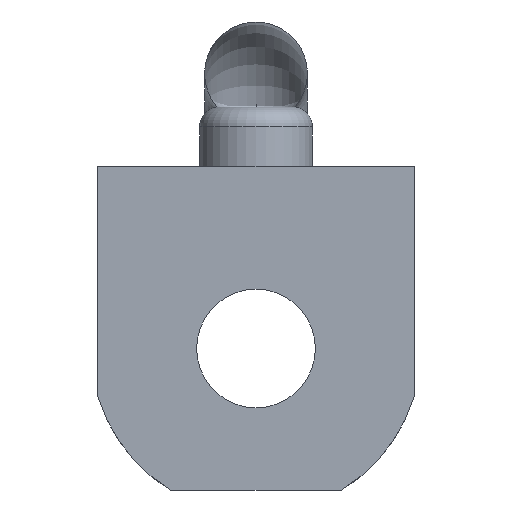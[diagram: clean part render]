
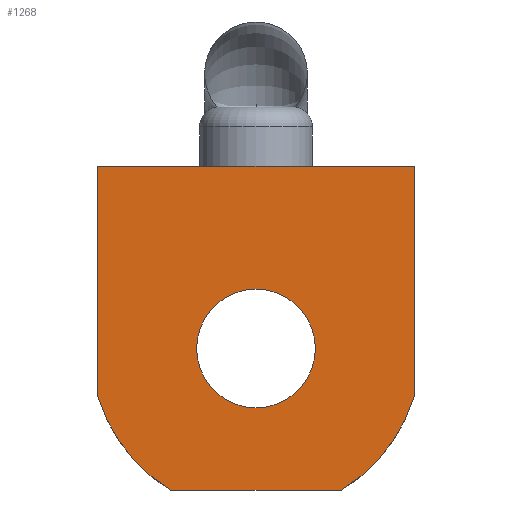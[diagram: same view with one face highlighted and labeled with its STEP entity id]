
A CAD part, front view. The second image highlights one B-rep face of the part: STEP entity #1268.
In plain terms, the highlighted planar face has unit normal (0, -1, 0).
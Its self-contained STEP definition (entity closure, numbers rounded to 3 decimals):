
#9 = VECTOR ( 'NONE', #614, 1000. ) ;
#14 = DIRECTION ( 'NONE',  ( 0., 0., 1. ) ) ;
#18 = DIRECTION ( 'NONE',  ( 0., -1., 0. ) ) ;
#19 = AXIS2_PLACEMENT_3D ( 'NONE', #526, #18, #398 ) ;
#23 = DIRECTION ( 'NONE',  ( -1., 0., 0. ) ) ;
#61 = CARTESIAN_POINT ( 'NONE',  ( -7.5, -2.85, -11.518 ) ) ;
#64 = ORIENTED_EDGE ( 'NONE', *, *, #1322, .T. ) ;
#74 = CIRCLE ( 'NONE', #1382, 3. ) ;
#84 = DIRECTION ( 'NONE',  ( -1., 0., 0. ) ) ;
#146 = AXIS2_PLACEMENT_3D ( 'NONE', #154, #290, #677 ) ;
#152 = CARTESIAN_POINT ( 'NONE',  ( 8., -2.85, 0. ) ) ;
#154 = CARTESIAN_POINT ( 'NONE',  ( 0., -2.85, -9.2 ) ) ;
#162 = VECTOR ( 'NONE', #14, 1000. ) ;
#179 = EDGE_CURVE ( 'NONE', #700, #771, #1079, .T. ) ;
#183 = VERTEX_POINT ( 'NONE', #300 ) ;
#185 = CARTESIAN_POINT ( 'NONE',  ( 8., -2.85, -11.518 ) ) ;
#186 = DIRECTION ( 'NONE',  ( 0., 0., 1. ) ) ;
#187 = AXIS2_PLACEMENT_3D ( 'NONE', #1057, #1537, #1281 ) ;
#193 = ORIENTED_EDGE ( 'NONE', *, *, #1277, .T. ) ;
#209 = DIRECTION ( 'NONE',  ( 0., -1., 0. ) ) ;
#228 = ORIENTED_EDGE ( 'NONE', *, *, #1508, .F. ) ;
#231 = CARTESIAN_POINT ( 'NONE',  ( 8., -2.85, 0. ) ) ;
#241 = DIRECTION ( 'NONE',  ( 0., 0., 1. ) ) ;
#263 = EDGE_LOOP ( 'NONE', ( #228, #1493 ) ) ;
#290 = DIRECTION ( 'NONE',  ( 0., -1., 0. ) ) ;
#292 = ORIENTED_EDGE ( 'NONE', *, *, #1170, .T. ) ;
#300 = CARTESIAN_POINT ( 'NONE',  ( 0., -2.85, -6.2 ) ) ;
#309 = CIRCLE ( 'NONE', #1044, 0.5 ) ;
#381 = CARTESIAN_POINT ( 'NONE',  ( -7.978, -2.85, -11.666 ) ) ;
#383 = DIRECTION ( 'NONE',  ( 0., 1., 0. ) ) ;
#398 = DIRECTION ( 'NONE',  ( 0., 0., -1. ) ) ;
#404 = PLANE ( 'NONE',  #1443 ) ;
#429 = VERTEX_POINT ( 'NONE', #1137 ) ;
#442 = EDGE_CURVE ( 'NONE', #946, #1563, #912, .T. ) ;
#455 = DIRECTION ( 'NONE',  ( 0., 0., 1. ) ) ;
#484 = VERTEX_POINT ( 'NONE', #1190 ) ;
#514 = ORIENTED_EDGE ( 'NONE', *, *, #995, .T. ) ;
#526 = CARTESIAN_POINT ( 'NONE',  ( 0., -2.85, -9.2 ) ) ;
#560 = VERTEX_POINT ( 'NONE', #1434 ) ;
#592 = LINE ( 'NONE', #1221, #966 ) ;
#607 = EDGE_CURVE ( 'NONE', #804, #429, #1288, .T. ) ;
#608 = CARTESIAN_POINT ( 'NONE',  ( -4.313, -2.85, -16.35 ) ) ;
#614 = DIRECTION ( 'NONE',  ( 1., 0., 0. ) ) ;
#620 = VECTOR ( 'NONE', #23, 1000. ) ;
#664 = CARTESIAN_POINT ( 'NONE',  ( -8., -2.85, -1.2 ) ) ;
#677 = DIRECTION ( 'NONE',  ( 0., 0., -1. ) ) ;
#700 = VERTEX_POINT ( 'NONE', #185 ) ;
#741 = DIRECTION ( 'NONE',  ( 0., -1., 0. ) ) ;
#771 = VERTEX_POINT ( 'NONE', #231 ) ;
#789 = LINE ( 'NONE', #152, #620 ) ;
#798 = CARTESIAN_POINT ( 'NONE',  ( -8., -2.85, -11.518 ) ) ;
#804 = VERTEX_POINT ( 'NONE', #1616 ) ;
#850 = LINE ( 'NONE', #1249, #9 ) ;
#851 = ORIENTED_EDGE ( 'NONE', *, *, #179, .T. ) ;
#852 = AXIS2_PLACEMENT_3D ( 'NONE', #1054, #741, #1481 ) ;
#904 = DIRECTION ( 'NONE',  ( 0., -1., 0. ) ) ;
#912 = LINE ( 'NONE', #664, #162 ) ;
#946 = VERTEX_POINT ( 'NONE', #798 ) ;
#966 = VECTOR ( 'NONE', #84, 1000. ) ;
#995 = EDGE_CURVE ( 'NONE', #946, #1579, #309, .T. ) ;
#1008 = ORIENTED_EDGE ( 'NONE', *, *, #1392, .T. ) ;
#1017 = CARTESIAN_POINT ( 'NONE',  ( 0., -2.85, -9.2 ) ) ;
#1044 = AXIS2_PLACEMENT_3D ( 'NONE', #61, #209, #455 ) ;
#1054 = CARTESIAN_POINT ( 'NONE',  ( 0., -2.85, -9.2 ) ) ;
#1057 = CARTESIAN_POINT ( 'NONE',  ( 7.5, -2.85, -11.518 ) ) ;
#1079 = LINE ( 'NONE', #1429, #1229 ) ;
#1137 = CARTESIAN_POINT ( 'NONE',  ( 7.978, -2.85, -11.666 ) ) ;
#1140 = FACE_BOUND ( 'NONE', #263, .T. ) ;
#1145 = CIRCLE ( 'NONE', #19, 3. ) ;
#1151 = FACE_OUTER_BOUND ( 'NONE', #1587, .T. ) ;
#1170 = EDGE_CURVE ( 'NONE', #1204, #804, #850, .T. ) ;
#1190 = CARTESIAN_POINT ( 'NONE',  ( 0., -2.85, 0. ) ) ;
#1204 = VERTEX_POINT ( 'NONE', #608 ) ;
#1221 = CARTESIAN_POINT ( 'NONE',  ( 8., -2.85, 0. ) ) ;
#1229 = VECTOR ( 'NONE', #186, 1000. ) ;
#1249 = CARTESIAN_POINT ( 'NONE',  ( 0., -2.85, -16.35 ) ) ;
#1268 = ADVANCED_FACE ( 'NONE', ( #1151, #1140 ), #404, .F. ) ;
#1273 = CARTESIAN_POINT ( 'NONE',  ( -8., -2.85, 0. ) ) ;
#1277 = EDGE_CURVE ( 'NONE', #484, #1563, #592, .T. ) ;
#1281 = DIRECTION ( 'NONE',  ( 0., 0., 1. ) ) ;
#1288 = CIRCLE ( 'NONE', #146, 8.35 ) ;
#1322 = EDGE_CURVE ( 'NONE', #429, #700, #1412, .T. ) ;
#1343 = ORIENTED_EDGE ( 'NONE', *, *, #1651, .T. ) ;
#1349 = CIRCLE ( 'NONE', #852, 8.35 ) ;
#1382 = AXIS2_PLACEMENT_3D ( 'NONE', #1017, #904, #1410 ) ;
#1392 = EDGE_CURVE ( 'NONE', #771, #484, #789, .T. ) ;
#1410 = DIRECTION ( 'NONE',  ( 0., 0., -1. ) ) ;
#1412 = CIRCLE ( 'NONE', #187, 0.5 ) ;
#1429 = CARTESIAN_POINT ( 'NONE',  ( 8., -2.85, -1.2 ) ) ;
#1434 = CARTESIAN_POINT ( 'NONE',  ( 0., -2.85, -12.2 ) ) ;
#1443 = AXIS2_PLACEMENT_3D ( 'NONE', #1637, #383, #241 ) ;
#1481 = DIRECTION ( 'NONE',  ( 0., 0., -1. ) ) ;
#1493 = ORIENTED_EDGE ( 'NONE', *, *, #1516, .F. ) ;
#1508 = EDGE_CURVE ( 'NONE', #560, #183, #1145, .T. ) ;
#1516 = EDGE_CURVE ( 'NONE', #183, #560, #74, .T. ) ;
#1537 = DIRECTION ( 'NONE',  ( 0., -1., 0. ) ) ;
#1558 = ORIENTED_EDGE ( 'NONE', *, *, #607, .T. ) ;
#1563 = VERTEX_POINT ( 'NONE', #1273 ) ;
#1579 = VERTEX_POINT ( 'NONE', #381 ) ;
#1587 = EDGE_LOOP ( 'NONE', ( #1633, #514, #1343, #292, #1558, #64, #851, #1008, #193 ) ) ;
#1616 = CARTESIAN_POINT ( 'NONE',  ( 4.313, -2.85, -16.35 ) ) ;
#1633 = ORIENTED_EDGE ( 'NONE', *, *, #442, .F. ) ;
#1637 = CARTESIAN_POINT ( 'NONE',  ( 8., -2.85, -1.2 ) ) ;
#1651 = EDGE_CURVE ( 'NONE', #1579, #1204, #1349, .T. ) ;
